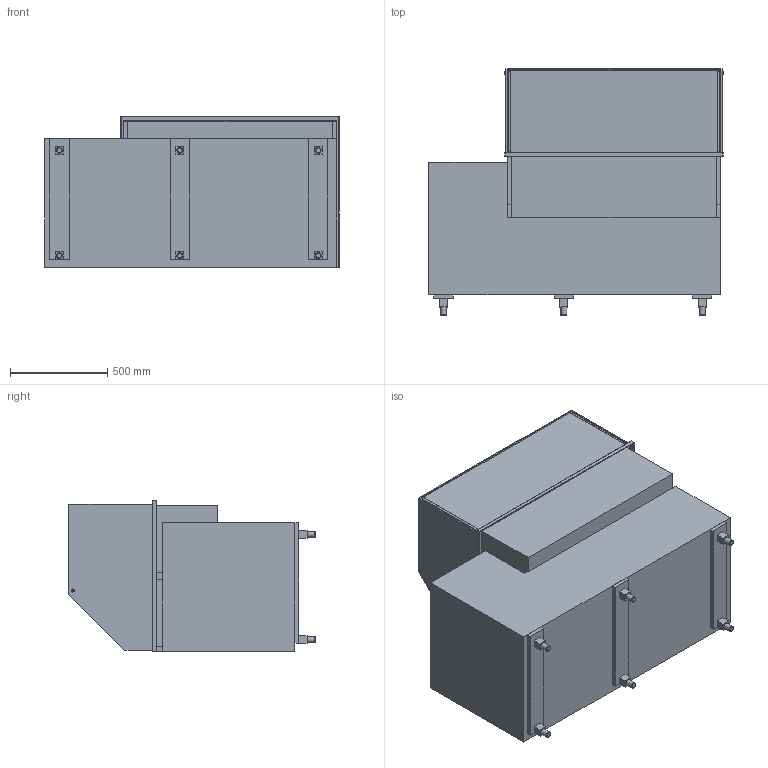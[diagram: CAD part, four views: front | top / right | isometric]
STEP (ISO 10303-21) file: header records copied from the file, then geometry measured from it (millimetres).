
FILE_DESCRIPTION(/* description */ ('Einbaukühlvitrine: eigengekühlt'),/* implementation_level */ '2;1');
FILE_NAME(/* name */ '3D-AKE-00006137.stp',/* time_stamp */ '2022-03-24T09:05:38+01:00',/* author */ ('julian.lux'),/* organization */ (''),/* preprocessor_version */ 'ST-DEVELOPER v18',/* originating_system */ 'Autodesk Inventor 2020',/* authorisation */ '');
FILE_SCHEMA (('AUTOMOTIVE_DESIGN { 1 0 10303 214 3 1 1 }'));
Length unit declared in the file: millimetre
Products named in the file (1): 3D-AKE-00006137
Bounding box: 1510 x 1266 x 774 mm (x, y, z)
Volume: 579529467.2 mm3; surface area: 17903147.2 mm2
Topology: 41 solids, 41 shells, 357 faces, 815 edges, 552 vertices
Faces by surface type: plane 328, cylinder 23, torus 6
Full cylindrical faces by diameter (mm): 6 x2, 16 x2, 25 x3, 30 x6
Entity records: 10025 total; most frequent: CARTESIAN_POINT 1725, ORIENTED_EDGE 1630, DIRECTION 1621, EDGE_CURVE 815, LINE 725, VECTOR 725, VERTEX_POINT 552, AXIS2_PLACEMENT_3D 448
